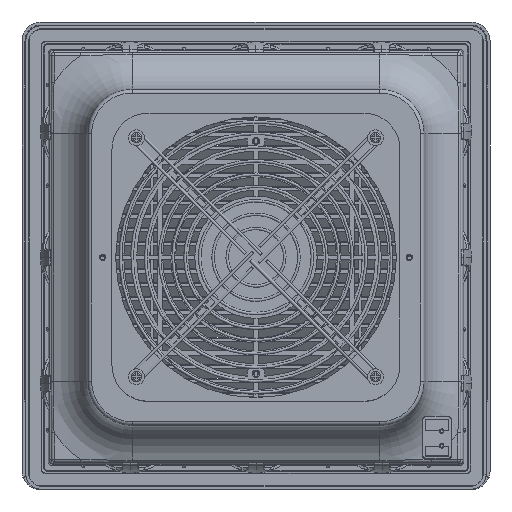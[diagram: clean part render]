
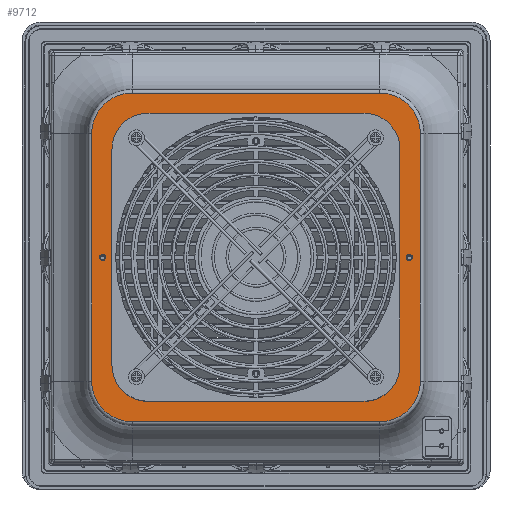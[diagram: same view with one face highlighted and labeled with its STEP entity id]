
A CAD part, top view. The second image highlights one B-rep face of the part: STEP entity #9712.
In plain terms, the highlighted planar face has unit normal (0, 0, 1).
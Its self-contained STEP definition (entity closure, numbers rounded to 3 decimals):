
#1613=FACE_BOUND('',#19092,.T.);
#1614=FACE_BOUND('',#19093,.T.);
#1615=FACE_BOUND('',#19094,.T.);
#1616=FACE_BOUND('',#19095,.T.);
#1617=FACE_BOUND('',#19096,.T.);
#1618=FACE_BOUND('',#19097,.T.);
#1619=FACE_BOUND('',#19098,.T.);
#1620=FACE_BOUND('',#19099,.T.);
#1621=FACE_BOUND('',#19100,.T.);
#1622=FACE_BOUND('',#19101,.T.);
#1623=FACE_BOUND('',#19102,.T.);
#1624=FACE_BOUND('',#19103,.T.);
#3918=CIRCLE('',#72030,2.137);
#3920=CIRCLE('',#72033,2.137);
#3924=CIRCLE('',#72039,2.137);
#3925=CIRCLE('',#72041,2.137);
#3926=CIRCLE('',#72043,4.25);
#3927=CIRCLE('',#72045,4.25);
#3928=CIRCLE('',#72047,2.137);
#3934=CIRCLE('',#72057,28.159);
#3937=CIRCLE('',#72061,28.159);
#3962=CIRCLE('',#72104,99.996);
#3967=CIRCLE('',#72117,28.159);
#3968=CIRCLE('',#72118,28.159);
#3969=CIRCLE('',#72119,2.137);
#3970=CIRCLE('',#72120,4.25);
#3971=CIRCLE('',#72121,4.25);
#9712=ADVANCED_FACE('',(#1613,#1614,#1615,#1616,#1617,#1618,#1619,#1620,
#1621,#1622,#1623,#1624),#12124,.F.);
#12124=PLANE('',#72122);
#19092=EDGE_LOOP('',(#33542,#33543,#33544,#33545,#33546,#33547,#33548,#33549));
#19093=EDGE_LOOP('',(#33550));
#19094=EDGE_LOOP('',(#33551));
#19095=EDGE_LOOP('',(#33552));
#19096=EDGE_LOOP('',(#33553));
#19097=EDGE_LOOP('',(#33554));
#19098=EDGE_LOOP('',(#33555));
#19099=EDGE_LOOP('',(#33556));
#19100=EDGE_LOOP('',(#33557));
#19101=EDGE_LOOP('',(#33558));
#19102=EDGE_LOOP('',(#33559));
#19103=EDGE_LOOP('',(#33560));
#33542=ORIENTED_EDGE('',*,*,#53580,.T.);
#33543=ORIENTED_EDGE('',*,*,#53606,.T.);
#33544=ORIENTED_EDGE('',*,*,#53607,.T.);
#33545=ORIENTED_EDGE('',*,*,#53608,.T.);
#33546=ORIENTED_EDGE('',*,*,#53604,.T.);
#33547=ORIENTED_EDGE('',*,*,#53564,.T.);
#33548=ORIENTED_EDGE('',*,*,#53548,.T.);
#33549=ORIENTED_EDGE('',*,*,#53561,.T.);
#33550=ORIENTED_EDGE('',*,*,#53555,.T.);
#33551=ORIENTED_EDGE('',*,*,#53554,.T.);
#33552=ORIENTED_EDGE('',*,*,#53553,.T.);
#33553=ORIENTED_EDGE('',*,*,#53552,.T.);
#33554=ORIENTED_EDGE('',*,*,#53551,.T.);
#33555=ORIENTED_EDGE('',*,*,#53598,.T.);
#33556=ORIENTED_EDGE('',*,*,#53546,.T.);
#33557=ORIENTED_EDGE('',*,*,#53544,.T.);
#33558=ORIENTED_EDGE('',*,*,#53609,.T.);
#33559=ORIENTED_EDGE('',*,*,#53610,.T.);
#33560=ORIENTED_EDGE('',*,*,#53611,.T.);
#44863=VERTEX_POINT('',#119172);
#44865=VERTEX_POINT('',#119177);
#44867=VERTEX_POINT('',#119182);
#44868=VERTEX_POINT('',#119183);
#44869=VERTEX_POINT('',#119188);
#44870=VERTEX_POINT('',#119191);
#44871=VERTEX_POINT('',#119194);
#44872=VERTEX_POINT('',#119197);
#44873=VERTEX_POINT('',#119200);
#44877=VERTEX_POINT('',#119213);
#44878=VERTEX_POINT('',#119217);
#44890=VERTEX_POINT('',#119256);
#44901=VERTEX_POINT('',#119294);
#44905=VERTEX_POINT('',#119311);
#44906=VERTEX_POINT('',#119315);
#44907=VERTEX_POINT('',#119317);
#44908=VERTEX_POINT('',#119320);
#44909=VERTEX_POINT('',#119322);
#44910=VERTEX_POINT('',#119324);
#53544=EDGE_CURVE('',#44863,#44863,#3918,.T.);
#53546=EDGE_CURVE('',#44865,#44865,#3920,.T.);
#53548=EDGE_CURVE('',#44867,#44868,#59881,.T.);
#53551=EDGE_CURVE('',#44869,#44869,#3924,.T.);
#53552=EDGE_CURVE('',#44870,#44870,#3925,.T.);
#53553=EDGE_CURVE('',#44871,#44871,#3926,.T.);
#53554=EDGE_CURVE('',#44872,#44872,#3927,.T.);
#53555=EDGE_CURVE('',#44873,#44873,#3928,.T.);
#53561=EDGE_CURVE('',#44868,#44877,#3934,.T.);
#53564=EDGE_CURVE('',#44878,#44867,#3937,.T.);
#53580=EDGE_CURVE('',#44877,#44890,#59884,.T.);
#53598=EDGE_CURVE('',#44901,#44901,#3962,.T.);
#53604=EDGE_CURVE('',#44905,#44878,#59893,.T.);
#53606=EDGE_CURVE('',#44890,#44906,#3967,.T.);
#53607=EDGE_CURVE('',#44906,#44907,#59894,.T.);
#53608=EDGE_CURVE('',#44907,#44905,#3968,.T.);
#53609=EDGE_CURVE('',#44908,#44908,#3969,.T.);
#53610=EDGE_CURVE('',#44909,#44909,#3970,.T.);
#53611=EDGE_CURVE('',#44910,#44910,#3971,.T.);
#59881=LINE('',#119181,#65361);
#59884=LINE('',#119257,#65364);
#59893=LINE('',#119310,#65373);
#59894=LINE('',#119316,#65374);
#65361=VECTOR('',#84418,1.);
#65364=VECTOR('',#84519,1.);
#65373=VECTOR('',#84588,1.);
#65374=VECTOR('',#84595,1.);
#72030=AXIS2_PLACEMENT_3D('',#119171,#84406,#84407);
#72033=AXIS2_PLACEMENT_3D('',#119176,#84412,#84413);
#72039=AXIS2_PLACEMENT_3D('',#119187,#84425,#84426);
#72041=AXIS2_PLACEMENT_3D('',#119190,#84429,#84430);
#72043=AXIS2_PLACEMENT_3D('',#119193,#84433,#84434);
#72045=AXIS2_PLACEMENT_3D('',#119196,#84437,#84438);
#72047=AXIS2_PLACEMENT_3D('',#119199,#84441,#84442);
#72057=AXIS2_PLACEMENT_3D('',#119214,#84461,#84462);
#72061=AXIS2_PLACEMENT_3D('',#119220,#84469,#84470);
#72104=AXIS2_PLACEMENT_3D('',#119293,#84564,#84565);
#72117=AXIS2_PLACEMENT_3D('',#119314,#84593,#84594);
#72118=AXIS2_PLACEMENT_3D('',#119318,#84596,#84597);
#72119=AXIS2_PLACEMENT_3D('',#119319,#84598,#84599);
#72120=AXIS2_PLACEMENT_3D('',#119321,#84600,#84601);
#72121=AXIS2_PLACEMENT_3D('',#119323,#84602,#84603);
#72122=AXIS2_PLACEMENT_3D('',#119325,#84604,#84605);
#84406=DIRECTION('',(0.,0.,-1.));
#84407=DIRECTION('',(1.,0.,0.));
#84412=DIRECTION('',(0.,0.,-1.));
#84413=DIRECTION('',(1.,0.,0.));
#84418=DIRECTION('',(-1.,0.,0.));
#84425=DIRECTION('',(0.,0.,-1.));
#84426=DIRECTION('',(1.,0.,0.));
#84429=DIRECTION('',(0.,0.,-1.));
#84430=DIRECTION('',(1.,0.,0.));
#84433=DIRECTION('',(0.,0.,-1.));
#84434=DIRECTION('',(0.,1.,0.));
#84437=DIRECTION('',(0.,0.,-1.));
#84438=DIRECTION('',(0.,1.,0.));
#84441=DIRECTION('',(0.,0.,-1.));
#84442=DIRECTION('',(1.,0.,0.));
#84461=DIRECTION('',(0.,0.,1.));
#84462=DIRECTION('',(0.,1.,0.));
#84469=DIRECTION('',(0.,0.,1.));
#84470=DIRECTION('',(0.,1.,0.));
#84519=DIRECTION('',(0.,-1.,0.));
#84564=DIRECTION('',(0.,0.,-1.));
#84565=DIRECTION('',(0.,-1.,0.));
#84588=DIRECTION('',(0.,1.,0.));
#84593=DIRECTION('',(0.,0.,1.));
#84594=DIRECTION('',(0.,1.,0.));
#84595=DIRECTION('',(1.,0.,0.));
#84596=DIRECTION('',(0.,0.,1.));
#84597=DIRECTION('',(0.,1.,0.));
#84598=DIRECTION('',(0.,0.,-1.));
#84599=DIRECTION('',(1.,0.,0.));
#84600=DIRECTION('',(0.,0.,-1.));
#84601=DIRECTION('',(0.,1.,0.));
#84602=DIRECTION('',(0.,0.,-1.));
#84603=DIRECTION('',(0.,1.,0.));
#84604=DIRECTION('',(0.,0.,-1.));
#84605=DIRECTION('',(0.,1.,0.));
#119171=CARTESIAN_POINT('',(-51.182,607.571,62.369));
#119172=CARTESIAN_POINT('',(-49.045,607.571,62.369));
#119176=CARTESIAN_POINT('',(-51.182,423.731,62.369));
#119177=CARTESIAN_POINT('',(-49.045,423.731,62.369));
#119181=CARTESIAN_POINT('',(-104.432,629.807,62.369));
#119182=CARTESIAN_POINT('',(-18.436,629.807,62.369));
#119183=CARTESIAN_POINT('',(-190.429,629.807,62.369));
#119187=CARTESIAN_POINT('',(-210.933,515.651,62.369));
#119188=CARTESIAN_POINT('',(-208.795,515.651,62.369));
#119190=CARTESIAN_POINT('',(-157.682,607.571,62.369));
#119191=CARTESIAN_POINT('',(-155.545,607.571,62.369));
#119193=CARTESIAN_POINT('',(-21.435,598.648,62.369));
#119194=CARTESIAN_POINT('',(-21.435,602.898,62.369));
#119196=CARTESIAN_POINT('',(-187.429,598.648,62.369));
#119197=CARTESIAN_POINT('',(-187.429,602.898,62.369));
#119199=CARTESIAN_POINT('',(-157.682,423.731,62.369));
#119200=CARTESIAN_POINT('',(-155.545,423.731,62.369));
#119213=CARTESIAN_POINT('',(-218.588,601.648,62.369));
#119214=CARTESIAN_POINT('',(-190.429,601.648,62.369));
#119217=CARTESIAN_POINT('',(9.723,601.648,62.369));
#119220=CARTESIAN_POINT('',(-18.436,601.648,62.369));
#119256=CARTESIAN_POINT('',(-218.588,429.654,62.369));
#119257=CARTESIAN_POINT('',(-218.588,515.651,62.369));
#119293=CARTESIAN_POINT('',(-104.432,515.651,62.369));
#119294=CARTESIAN_POINT('',(-104.432,415.655,62.369));
#119310=CARTESIAN_POINT('',(9.723,515.651,62.369));
#119311=CARTESIAN_POINT('',(9.723,429.654,62.369));
#119314=CARTESIAN_POINT('',(-190.429,429.654,62.369));
#119315=CARTESIAN_POINT('',(-190.429,401.496,62.369));
#119316=CARTESIAN_POINT('',(-104.432,401.496,62.369));
#119317=CARTESIAN_POINT('',(-18.436,401.496,62.369));
#119318=CARTESIAN_POINT('',(-18.436,429.654,62.369));
#119319=CARTESIAN_POINT('',(2.068,515.651,62.369));
#119320=CARTESIAN_POINT('',(4.205,515.651,62.369));
#119321=CARTESIAN_POINT('',(-21.435,432.654,62.369));
#119322=CARTESIAN_POINT('',(-21.435,436.904,62.369));
#119323=CARTESIAN_POINT('',(-187.429,432.654,62.369));
#119324=CARTESIAN_POINT('',(-187.429,436.904,62.369));
#119325=CARTESIAN_POINT('',(-104.432,515.651,62.369));
